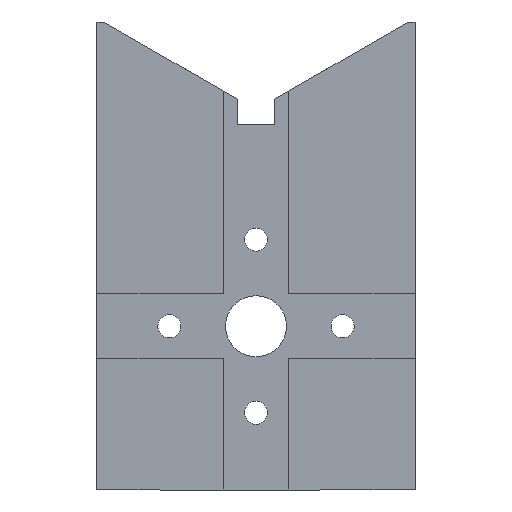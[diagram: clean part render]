
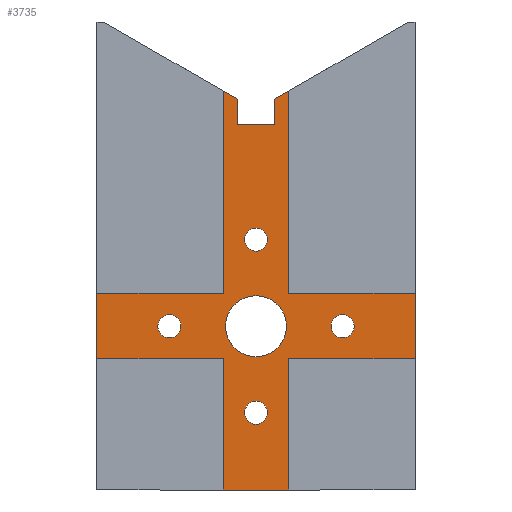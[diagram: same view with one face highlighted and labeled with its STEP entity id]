
A CAD part, front view. The second image highlights one B-rep face of the part: STEP entity #3735.
In plain terms, the highlighted planar face has unit normal (0, -1, 0).
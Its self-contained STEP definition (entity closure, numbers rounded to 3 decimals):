
#2247=EDGE_CURVE('',#6243,#2323,#6508,.T.);
#2295=VERTEX_POINT('',#6557);
#2321=VERTEX_POINT('',#6586);
#2323=VERTEX_POINT('',#6588);
#2751=EDGE_CURVE('',#5901,#2943,#7075,.T.);
#2869=EDGE_CURVE('',#5901,#3421,#7207,.T.);
#2879=VERTEX_POINT('',#7219);
#2895=EDGE_CURVE('',#3507,#4947,#7236,.T.);
#2933=EDGE_CURVE('',#5685,#2879,#7279,.T.);
#2941=VERTEX_POINT('',#7288);
#2943=VERTEX_POINT('',#7290);
#2955=EDGE_CURVE('',#3119,#2295,#7302,.T.);
#2981=EDGE_CURVE('',#2879,#5685,#7333,.T.);
#3119=VERTEX_POINT('',#7493);
#3131=EDGE_CURVE('',#4539,#5283,#7508,.T.);
#3189=EDGE_CURVE('',#2321,#3725,#7574,.T.);
#3301=EDGE_CURVE('',#2295,#3119,#7701,.T.);
#3421=VERTEX_POINT('',#7830);
#3451=VERTEX_POINT('',#7864);
#3507=VERTEX_POINT('',#7923);
#3725=VERTEX_POINT('',#8164);
#3735=ADVANCED_FACE('',(#8175,#8176,#8177,#8178,#8179,#8180),#8181,.F.);
#3767=VERTEX_POINT('',#8219);
#3923=EDGE_CURVE('',#4947,#5625,#8399,.T.);
#3931=EDGE_CURVE('',#5983,#4273,#8407,.T.);
#4011=EDGE_CURVE('',#5283,#4803,#8497,.T.);
#4167=VERTEX_POINT('',#8671);
#4273=VERTEX_POINT('',#8787);
#4367=EDGE_CURVE('',#3725,#2321,#8894,.T.);
#4539=VERTEX_POINT('',#9095);
#4655=EDGE_CURVE('',#3451,#4167,#9229,.T.);
#4755=EDGE_CURVE('',#2323,#5247,#9346,.T.);
#4803=VERTEX_POINT('',#9397);
#4935=EDGE_CURVE('',#4273,#5983,#9543,.T.);
#4947=VERTEX_POINT('',#9557);
#4953=EDGE_CURVE('',#4803,#3507,#9564,.T.);
#5053=VERTEX_POINT('',#9676);
#5057=EDGE_CURVE('',#5053,#3767,#9681,.T.);
#5125=EDGE_CURVE('',#5603,#2941,#9755,.T.);
#5247=VERTEX_POINT('',#9891);
#5283=VERTEX_POINT('',#9933);
#5297=EDGE_CURVE('',#5625,#5603,#9947,.T.);
#5603=VERTEX_POINT('',#10286);
#5625=VERTEX_POINT('',#10311);
#5685=VERTEX_POINT('',#10380);
#5715=EDGE_CURVE('',#3767,#5053,#10410,.T.);
#5901=VERTEX_POINT('',#10622);
#5983=VERTEX_POINT('',#10712);
#6101=EDGE_CURVE('',#4539,#5247,#10843,.T.);
#6243=VERTEX_POINT('',#11001);
#6279=EDGE_CURVE('',#2941,#3421,#11039,.T.);
#6307=EDGE_CURVE('',#6243,#3451,#11072,.T.);
#6323=EDGE_CURVE('',#2943,#4167,#11090,.T.);
#6508=LINE('',#11312,#11313);
#6557=CARTESIAN_POINT('',(-6.5,4.,35.0));
#6586=CARTESIAN_POINT('',(-16.035,4.,35.0));
#6588=CARTESIAN_POINT('',(-7.0,4.,0.));
#7075=LINE('',#12038,#12039);
#7207=LINE('',#12211,#12212);
#7219=CARTESIAN_POINT('',(2.465,4.,53.5));
#7236=LINE('',#12248,#12249);
#7279=CIRCLE('',#12303,2.465);
#7288=CARTESIAN_POINT('',(4.0,4.,83.514));
#7290=CARTESIAN_POINT('',(34.0,4.,42.0));
#7302=CIRCLE('',#12330,6.5);
#7333=CIRCLE('',#12372,2.465);
#7493=CARTESIAN_POINT('',(6.5,4.,35.0));
#7508=LINE('',#12587,#12588);
#7574=CIRCLE('',#12679,2.465);
#7701=CIRCLE('',#12841,6.5);
#7830=CARTESIAN_POINT('',(7.0,4.,85.246));
#7864=CARTESIAN_POINT('',(7.0,4.,28.0));
#7923=CARTESIAN_POINT('',(-7.0,4.,85.246));
#8164=CARTESIAN_POINT('',(-20.965,4.,35.0));
#8175=FACE_BOUND('',#13464,.T.);
#8176=FACE_BOUND('',#13465,.T.);
#8177=FACE_BOUND('',#13466,.T.);
#8178=FACE_BOUND('',#13467,.T.);
#8179=FACE_OUTER_BOUND('',#13468,.T.);
#8180=FACE_BOUND('',#13469,.T.);
#8181=PLANE('',#13470);
#8219=CARTESIAN_POINT('',(16.035,4.,35.0));
#8399=LINE('',#13741,#13742);
#8407=CIRCLE('',#13756,2.465);
#8497=LINE('',#13874,#13875);
#8671=CARTESIAN_POINT('',(34.0,4.,28.0));
#8787=CARTESIAN_POINT('',(2.465,4.,16.5));
#8894=CIRCLE('',#14376,2.465);
#9095=CARTESIAN_POINT('',(-34.0,4.,28.0));
#9229=LINE('',#14811,#14812);
#9346=LINE('',#14961,#14962);
#9397=CARTESIAN_POINT('',(-7.0,4.,42.0));
#9543=CIRCLE('',#15227,2.465);
#9557=CARTESIAN_POINT('',(-4.,4.,83.514));
#9564=LINE('',#15252,#15253);
#9676=CARTESIAN_POINT('',(20.965,4.,35.0));
#9681=CIRCLE('',#15404,2.465);
#9755=LINE('',#15500,#15501);
#9891=CARTESIAN_POINT('',(-7.0,4.,28.0));
#9933=CARTESIAN_POINT('',(-34.0,4.,42.0));
#9947=LINE('',#15751,#15752);
#10286=CARTESIAN_POINT('',(4.0,4.,78.0));
#10311=CARTESIAN_POINT('',(-4.,4.,78.0));
#10380=CARTESIAN_POINT('',(-2.465,4.,53.5));
#10410=CIRCLE('',#16364,2.465);
#10622=CARTESIAN_POINT('',(7.0,4.,42.0));
#10712=CARTESIAN_POINT('',(-2.465,4.,16.5));
#10843=LINE('',#16921,#16922);
#11001=CARTESIAN_POINT('',(7.0,4.,0.));
#11039=LINE('',#17178,#17179);
#11072=LINE('',#17223,#17224);
#11090=LINE('',#17247,#17248);
#11312=CARTESIAN_POINT('',(-34.5,4.,0.));
#11313=VECTOR('',#17517,1.0);
#12038=CARTESIAN_POINT('',(-35.,4.,42.0));
#12039=VECTOR('',#18290,1.0);
#12211=CARTESIAN_POINT('',(7.0,4.,0.));
#12212=VECTOR('',#18480,1.0);
#12248=CARTESIAN_POINT('',(-6.637,4.,85.036));
#12249=VECTOR('',#18518,1.0);
#12303=AXIS2_PLACEMENT_3D('',#18579,#18580,#18581);
#12330=AXIS2_PLACEMENT_3D('',#18594,#18595,#18596);
#12372=AXIS2_PLACEMENT_3D('',#18647,#18648,#18649);
#12587=CARTESIAN_POINT('',(-34.0,4.,71.0));
#12588=VECTOR('',#18913,1.0);
#12679=AXIS2_PLACEMENT_3D('',#19015,#19016,#19017);
#12841=AXIS2_PLACEMENT_3D('',#19205,#19206,#19207);
#13464=EDGE_LOOP('',(#19783,#19784));
#13465=EDGE_LOOP('',(#19785,#19786));
#13466=EDGE_LOOP('',(#19787,#19788));
#13467=EDGE_LOOP('',(#19789,#19790));
#13468=EDGE_LOOP('',(#19791,#19792,#19793,#19794,#19795,#19796,#19797,#19798,#19799,#19800,#19801,#19802,#19803,#19804,#19805,#19806));
#13469=EDGE_LOOP('',(#19807,#19808));
#13470=AXIS2_PLACEMENT_3D('',#19809,#19810,#19811);
#13741=CARTESIAN_POINT('',(-4.,4.,60.0));
#13742=VECTOR('',#20143,1.0);
#13756=AXIS2_PLACEMENT_3D('',#20149,#20150,#20151);
#13874=CARTESIAN_POINT('',(-35.,4.,42.0));
#13875=VECTOR('',#20278,1.0);
#14376=AXIS2_PLACEMENT_3D('',#20814,#20815,#20816);
#14811=CARTESIAN_POINT('',(-35.,4.,28.0));
#14812=VECTOR('',#21340,1.0);
#14961=CARTESIAN_POINT('',(-7.0,4.,0.));
#14962=VECTOR('',#21535,1.0);
#15227=AXIS2_PLACEMENT_3D('',#21788,#21789,#21790);
#15252=CARTESIAN_POINT('',(-7.0,4.,0.));
#15253=VECTOR('',#21824,1.0);
#15404=AXIS2_PLACEMENT_3D('',#21979,#21980,#21981);
#15500=CARTESIAN_POINT('',(4.0,4.,62.757));
#15501=VECTOR('',#22073,1.0);
#15751=CARTESIAN_POINT('',(-15.5,4.,78.0));
#15752=VECTOR('',#22329,1.0);
#16364=AXIS2_PLACEMENT_3D('',#22944,#22945,#22946);
#16921=CARTESIAN_POINT('',(-35.,4.,28.0));
#16922=VECTOR('',#23547,1.0);
#17178=CARTESIAN_POINT('',(-5.335,4.,78.124));
#17179=VECTOR('',#23789,1.0);
#17223=CARTESIAN_POINT('',(7.0,4.,0.));
#17224=VECTOR('',#23845,1.0);
#17247=CARTESIAN_POINT('',(34.0,4.,21.0));
#17248=VECTOR('',#23874,1.0);
#17517=DIRECTION('',(-1.0,0.0,0.));
#18290=DIRECTION('',(1.0,0.0,0.0));
#18480=DIRECTION('',(0.0,0.,1.0));
#18518=DIRECTION('',(0.866,0.0,-0.5));
#18579=CARTESIAN_POINT('',(0.,4.,53.5));
#18580=DIRECTION('',(0.0,1.0,0.0));
#18581=DIRECTION('',(-1.0,0.0,0.));
#18594=CARTESIAN_POINT('',(0.,4.,35.0));
#18595=DIRECTION('',(0.0,-1.0,0.0));
#18596=DIRECTION('',(-1.0,0.0,0.0));
#18647=CARTESIAN_POINT('',(0.,4.,53.5));
#18648=DIRECTION('',(0.0,1.0,0.0));
#18649=DIRECTION('',(-1.0,0.0,0.));
#18913=DIRECTION('',(0.0,0.0,1.0));
#19015=CARTESIAN_POINT('',(-18.5,4.,35.0));
#19016=DIRECTION('',(0.0,1.0,0.0));
#19017=DIRECTION('',(-1.0,0.0,0.));
#19205=CARTESIAN_POINT('',(0.,4.,35.0));
#19206=DIRECTION('',(0.0,-1.0,0.0));
#19207=DIRECTION('',(-1.0,0.0,0.0));
#19783=ORIENTED_EDGE('',*,*,#5057,.T.);
#19784=ORIENTED_EDGE('',*,*,#5715,.T.);
#19785=ORIENTED_EDGE('',*,*,#3189,.T.);
#19786=ORIENTED_EDGE('',*,*,#4367,.T.);
#19787=ORIENTED_EDGE('',*,*,#4935,.T.);
#19788=ORIENTED_EDGE('',*,*,#3931,.T.);
#19789=ORIENTED_EDGE('',*,*,#2981,.T.);
#19790=ORIENTED_EDGE('',*,*,#2933,.T.);
#19791=ORIENTED_EDGE('',*,*,#6279,.F.);
#19792=ORIENTED_EDGE('',*,*,#5125,.F.);
#19793=ORIENTED_EDGE('',*,*,#5297,.F.);
#19794=ORIENTED_EDGE('',*,*,#3923,.F.);
#19795=ORIENTED_EDGE('',*,*,#2895,.F.);
#19796=ORIENTED_EDGE('',*,*,#4953,.F.);
#19797=ORIENTED_EDGE('',*,*,#4011,.F.);
#19798=ORIENTED_EDGE('',*,*,#3131,.F.);
#19799=ORIENTED_EDGE('',*,*,#6101,.T.);
#19800=ORIENTED_EDGE('',*,*,#4755,.F.);
#19801=ORIENTED_EDGE('',*,*,#2247,.F.);
#19802=ORIENTED_EDGE('',*,*,#6307,.T.);
#19803=ORIENTED_EDGE('',*,*,#4655,.T.);
#19804=ORIENTED_EDGE('',*,*,#6323,.F.);
#19805=ORIENTED_EDGE('',*,*,#2751,.F.);
#19806=ORIENTED_EDGE('',*,*,#2869,.T.);
#19807=ORIENTED_EDGE('',*,*,#2955,.F.);
#19808=ORIENTED_EDGE('',*,*,#3301,.F.);
#19809=CARTESIAN_POINT('',(-35.,4.,42.0));
#19810=DIRECTION('',(0.0,1.0,0.0));
#19811=DIRECTION('',(-1.0,0.0,0.0));
#20143=DIRECTION('',(0.0,0.0,-1.0));
#20149=CARTESIAN_POINT('',(0.,4.,16.5));
#20150=DIRECTION('',(0.0,1.0,0.0));
#20151=DIRECTION('',(-1.0,0.0,0.));
#20278=DIRECTION('',(1.0,0.0,0.0));
#20814=CARTESIAN_POINT('',(-18.5,4.,35.0));
#20815=DIRECTION('',(0.0,1.0,0.0));
#20816=DIRECTION('',(-1.0,0.0,0.));
#21340=DIRECTION('',(1.0,0.0,0.0));
#21535=DIRECTION('',(0.0,0.,1.0));
#21788=CARTESIAN_POINT('',(0.,4.,16.5));
#21789=DIRECTION('',(0.0,1.0,0.0));
#21790=DIRECTION('',(-1.0,0.0,0.));
#21824=DIRECTION('',(0.0,0.,1.0));
#21979=CARTESIAN_POINT('',(18.5,4.,35.0));
#21980=DIRECTION('',(0.0,1.0,0.0));
#21981=DIRECTION('',(-1.0,0.0,0.));
#22073=DIRECTION('',(0.0,0.0,1.0));
#22329=DIRECTION('',(1.0,0.0,0.));
#22944=CARTESIAN_POINT('',(18.5,4.,35.0));
#22945=DIRECTION('',(0.0,1.0,0.0));
#22946=DIRECTION('',(-1.0,0.0,0.));
#23547=DIRECTION('',(1.0,0.0,0.0));
#23789=DIRECTION('',(0.866,0.0,0.5));
#23845=DIRECTION('',(0.0,0.,1.0));
#23874=DIRECTION('',(0.0,0.0,-1.0));
